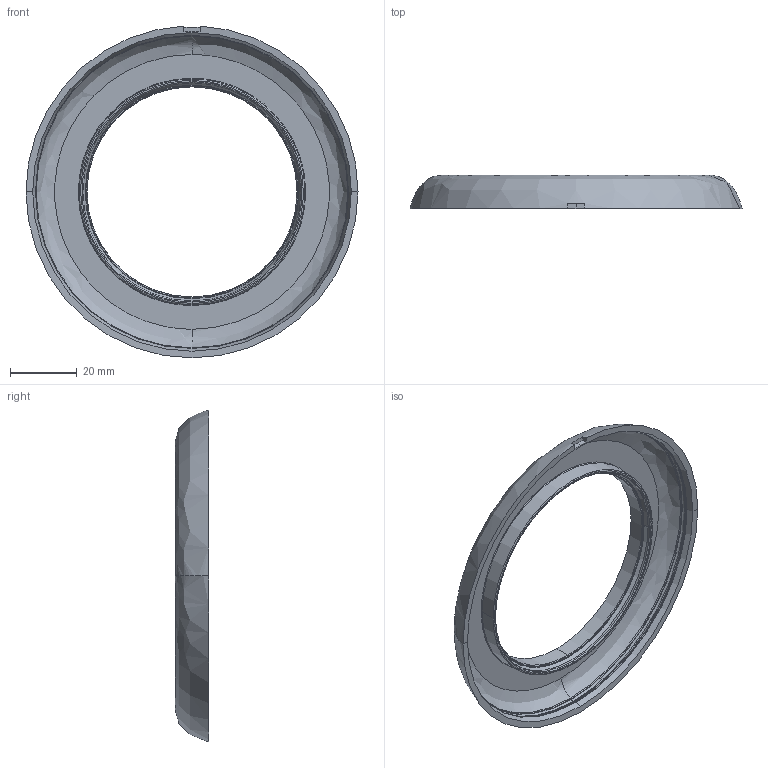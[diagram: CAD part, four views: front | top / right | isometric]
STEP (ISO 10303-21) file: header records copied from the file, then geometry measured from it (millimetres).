
FILE_DESCRIPTION (( 'STEP AP203' ), '1' );
FILE_NAME ('AR4-BX5.step', '2020-02-06T11:58:28', ( '' ), ( '' ), 'SwSTEP 2.0', 'SolidWorks 2019', '' );
FILE_SCHEMA (( 'CONFIG_CONTROL_DESIGN' ));
Length unit declared in the file: inch
Products named in the file (1): AR4-BX5
Bounding box: 99.8 x 10 x 99.74 mm (x, y, z)
Volume: 12176.6 mm3; surface area: 14758.9 mm2
Topology: 1 solids, 1 shells, 49 faces, 113 edges, 68 vertices
Faces by surface type: bspline 24, cone 14, plane 7, cylinder 4
Entity records: 2239 total; most frequent: CARTESIAN_POINT 1126, ORIENTED_EDGE 226, DIRECTION 219, EDGE_CURVE 113, AXIS2_PLACEMENT_3D 98, CIRCLE 72, VERTEX_POINT 68, EDGE_LOOP 53
